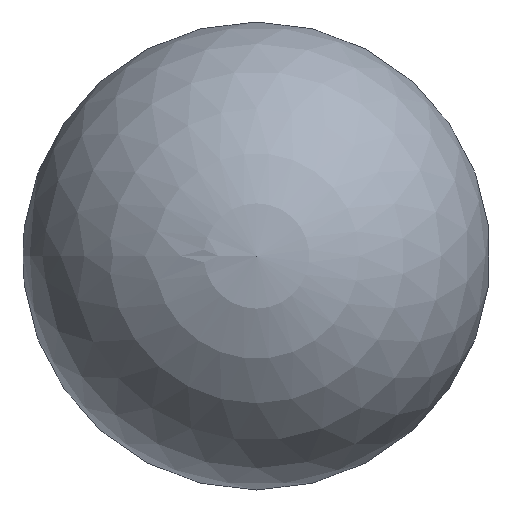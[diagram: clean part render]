
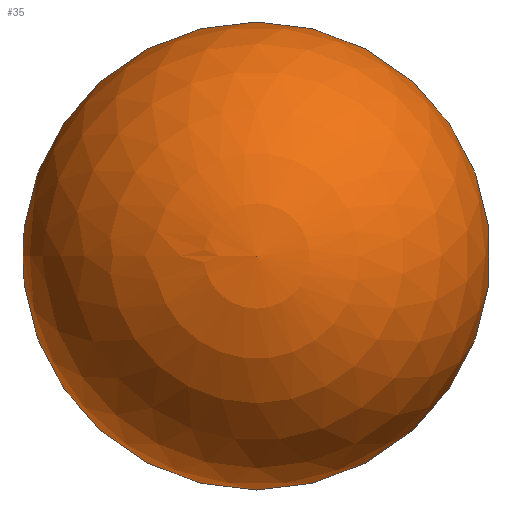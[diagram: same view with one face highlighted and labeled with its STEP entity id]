
A CAD part, left-side view. The second image highlights one B-rep face of the part: STEP entity #35.
In plain terms, the highlighted spherical face has radius 10 mm.
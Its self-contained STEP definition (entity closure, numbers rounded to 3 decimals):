
#35 = ADVANCED_FACE( '', ( #70, #71 ), #72, .T. );
#70 = FACE_BOUND( '', #104, .T. );
#71 = FACE_OUTER_BOUND( '', #105, .T. );
#72 = SPHERICAL_SURFACE( '', #106, 10. );
#104 = VERTEX_LOOP( '', #136 );
#105 = EDGE_LOOP( '', ( #137 ) );
#106 = AXIS2_PLACEMENT_3D( '', #138, #139, #140 );
#136 = VERTEX_POINT( '', #170 );
#137 = ORIENTED_EDGE( '', *, *, #171, .F. );
#138 = CARTESIAN_POINT( '', ( 10., 0., 0. ) );
#139 = DIRECTION( '', ( 1., 0., 0. ) );
#140 = DIRECTION( '', ( 0., 1., 0. ) );
#170 = CARTESIAN_POINT( '', ( 0., 0., 0. ) );
#171 = EDGE_CURVE( '', #187, #187, #188, .T. );
#187 = VERTEX_POINT( '', #206 );
#188 = CIRCLE( '', #207, 6. );
#206 = CARTESIAN_POINT( '', ( 18., 0., -6. ) );
#207 = AXIS2_PLACEMENT_3D( '', #225, #226, #227 );
#225 = CARTESIAN_POINT( '', ( 18., 0., 0. ) );
#226 = DIRECTION( '', ( 1., 0., 0. ) );
#227 = DIRECTION( '', ( 0., 0., -1. ) );
